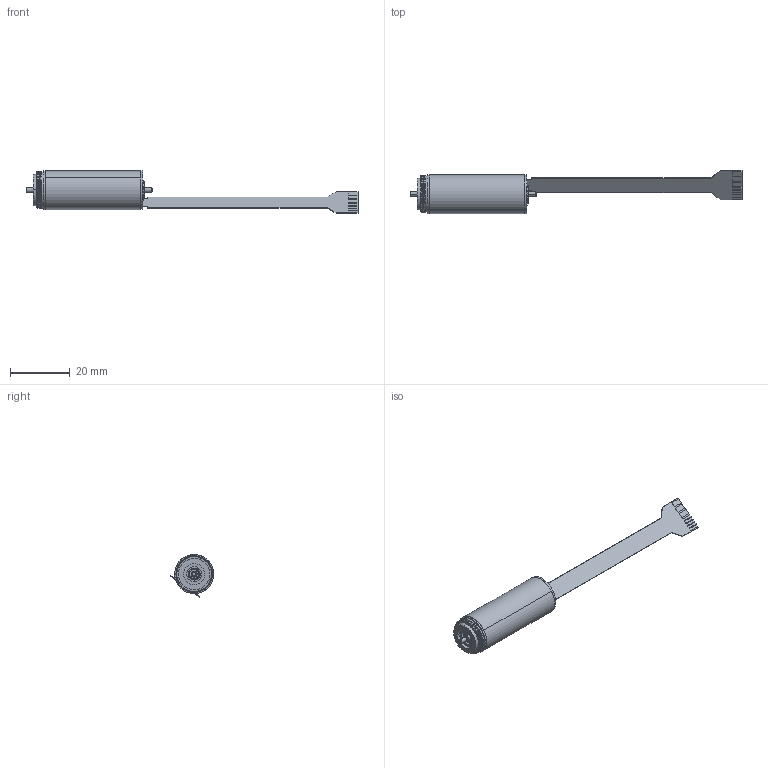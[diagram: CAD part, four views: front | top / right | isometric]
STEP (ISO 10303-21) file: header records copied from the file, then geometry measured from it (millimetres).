
FILE_DESCRIPTION (( 'STEP AP214' ), '1' );
FILE_NAME ('ECU13038 3D.STEP', '2017-03-24T03:19:41', ( '' ), ( '' ), 'SwSTEP 2.0', 'SolidWorks 2012', '' );
FILE_SCHEMA (( 'AUTOMOTIVE_DESIGN' ));
Length unit declared in the file: millimetre
Products named in the file (1): ECU13038 3D
Bounding box: 110.9 x 14.44 x 14.28 mm (x, y, z)
Surface area: 4610.1 mm2 (no closed solid volume)
Topology: 0 solids, 18 shells, 160 faces, 429 edges, 290 vertices
Faces by surface type: plane 69, cylinder 62, cone 12, torus 12, bspline 5
Entity records: 8585 total; most frequent: CARTESIAN_POINT 2775, DIRECTION 878, ORIENTED_EDGE 762, EDGE_CURVE 429, AXIS2_PLACEMENT_3D 322, VERTEX_POINT 290, LINE 234, VECTOR 234
